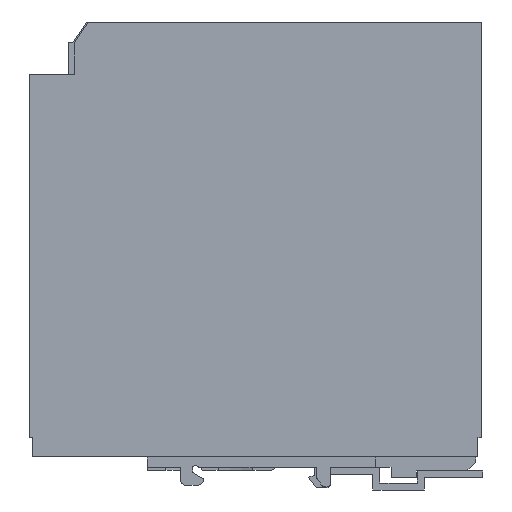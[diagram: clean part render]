
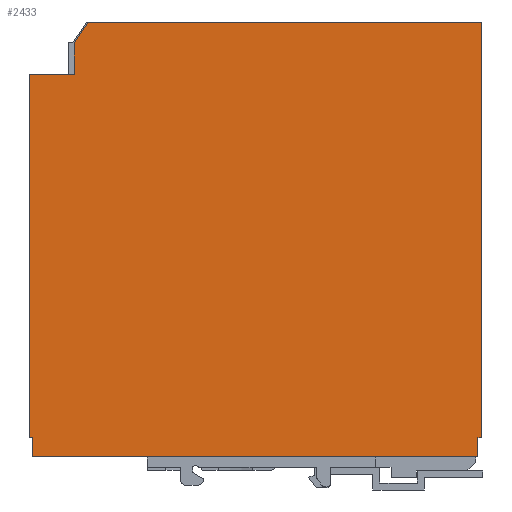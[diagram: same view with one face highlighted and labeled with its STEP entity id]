
A CAD part, left-side view. The second image highlights one B-rep face of the part: STEP entity #2433.
In plain terms, the highlighted planar face has unit normal (-1, 0, 0).
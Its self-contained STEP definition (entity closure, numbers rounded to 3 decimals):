
#2394=AXIS2_PLACEMENT_3D('Plane Axis2P3D',#2391,#2392,#2393) ;
#219=CARTESIAN_POINT('Vertex',(0.,113.467,134.4)) ;
#222=CARTESIAN_POINT('Line Origine',(0.,56.933,134.4)) ;
#226=CARTESIAN_POINT('Vertex',(0.,0.4,134.4)) ;
#328=CARTESIAN_POINT('Vertex',(0.,130.4,119.5)) ;
#331=CARTESIAN_POINT('Line Origine',(0.,123.9,119.5)) ;
#335=CARTESIAN_POINT('Vertex',(0.,117.4,119.5)) ;
#413=CARTESIAN_POINT('Line Origine',(0.,130.4,67.25)) ;
#417=CARTESIAN_POINT('Vertex',(0.,130.4,15.)) ;
#1220=CARTESIAN_POINT('Line Origine',(0.,129.9,15.)) ;
#1224=CARTESIAN_POINT('Vertex',(0.,129.4,15.)) ;
#1383=CARTESIAN_POINT('Vertex',(0.,1.4,15.)) ;
#1439=CARTESIAN_POINT('Vertex',(0.,0.4,15.)) ;
#1442=CARTESIAN_POINT('Line Origine',(0.,0.9,15.)) ;
#1468=CARTESIAN_POINT('Line Origine',(0.,0.4,74.7)) ;
#2374=CARTESIAN_POINT('Vertex',(0.,117.4,128.5)) ;
#2377=CARTESIAN_POINT('Line Origine',(0.,115.433,131.45)) ;
#2391=CARTESIAN_POINT('Axis2P3D Location',(0.,65.4,72.)) ;
#2396=CARTESIAN_POINT('Line Origine',(0.,117.4,124.)) ;
#2401=CARTESIAN_POINT('Line Origine',(0.,129.4,12.25)) ;
#2405=CARTESIAN_POINT('Vertex',(0.,129.4,9.5)) ;
#2408=CARTESIAN_POINT('Line Origine',(0.,65.4,9.5)) ;
#2412=CARTESIAN_POINT('Vertex',(0.,1.4,9.5)) ;
#2415=CARTESIAN_POINT('Line Origine',(0.,1.4,12.25)) ;
#223=DIRECTION('Vector Direction',(0.,1.,0.)) ;
#332=DIRECTION('Vector Direction',(0.,1.,0.)) ;
#414=DIRECTION('Vector Direction',(0.,0.,-1.)) ;
#1221=DIRECTION('Vector Direction',(0.,-1.,0.)) ;
#1443=DIRECTION('Vector Direction',(0.,1.,0.)) ;
#1469=DIRECTION('Vector Direction',(0.,0.,1.)) ;
#2378=DIRECTION('Vector Direction',(0.,0.555,-0.832)) ;
#2392=DIRECTION('Axis2P3D Direction',(-1.,0.,0.)) ;
#2393=DIRECTION('Axis2P3D XDirection',(0.,-1.,0.)) ;
#2397=DIRECTION('Vector Direction',(0.,0.,-1.)) ;
#2402=DIRECTION('Vector Direction',(0.,0.,1.)) ;
#2409=DIRECTION('Vector Direction',(0.,-1.,0.)) ;
#2416=DIRECTION('Vector Direction',(0.,0.,1.)) ;
#224=VECTOR('Line Direction',#223,1.) ;
#333=VECTOR('Line Direction',#332,1.) ;
#415=VECTOR('Line Direction',#414,1.) ;
#1222=VECTOR('Line Direction',#1221,1.) ;
#1444=VECTOR('Line Direction',#1443,1.) ;
#1470=VECTOR('Line Direction',#1469,1.) ;
#2379=VECTOR('Line Direction',#2378,1.) ;
#2398=VECTOR('Line Direction',#2397,1.) ;
#2403=VECTOR('Line Direction',#2402,1.) ;
#2410=VECTOR('Line Direction',#2409,1.) ;
#2417=VECTOR('Line Direction',#2416,1.) ;
#2421=ORIENTED_EDGE('',*,*,#2381,.T.) ;
#2422=ORIENTED_EDGE('',*,*,#2400,.T.) ;
#2423=ORIENTED_EDGE('',*,*,#337,.T.) ;
#2424=ORIENTED_EDGE('',*,*,#419,.T.) ;
#2425=ORIENTED_EDGE('',*,*,#1226,.T.) ;
#2426=ORIENTED_EDGE('',*,*,#2407,.F.) ;
#2427=ORIENTED_EDGE('',*,*,#2414,.T.) ;
#2428=ORIENTED_EDGE('',*,*,#2419,.T.) ;
#2429=ORIENTED_EDGE('',*,*,#1446,.F.) ;
#2430=ORIENTED_EDGE('',*,*,#1472,.T.) ;
#2431=ORIENTED_EDGE('',*,*,#228,.T.) ;
#2433=ADVANCED_FACE('GEHAEUSE',(#2432),#2395,.T.) ;
#228=EDGE_CURVE('',#227,#220,#225,.T.) ;
#337=EDGE_CURVE('',#336,#329,#334,.T.) ;
#419=EDGE_CURVE('',#329,#418,#416,.T.) ;
#1226=EDGE_CURVE('',#418,#1225,#1223,.T.) ;
#1446=EDGE_CURVE('',#1440,#1384,#1445,.T.) ;
#1472=EDGE_CURVE('',#1440,#227,#1471,.T.) ;
#2381=EDGE_CURVE('',#220,#2375,#2380,.T.) ;
#2400=EDGE_CURVE('',#2375,#336,#2399,.T.) ;
#2407=EDGE_CURVE('',#2406,#1225,#2404,.T.) ;
#2414=EDGE_CURVE('',#2406,#2413,#2411,.T.) ;
#2419=EDGE_CURVE('',#2413,#1384,#2418,.T.) ;
#2420=EDGE_LOOP('',(#2421,#2422,#2423,#2424,#2425,#2426,#2427,#2428,#2429,#2430,#2431)) ;
#2432=FACE_OUTER_BOUND('',#2420,.T.) ;
#225=LINE('Line',#222,#224) ;
#334=LINE('Line',#331,#333) ;
#416=LINE('Line',#413,#415) ;
#1223=LINE('Line',#1220,#1222) ;
#1445=LINE('Line',#1442,#1444) ;
#1471=LINE('Line',#1468,#1470) ;
#2380=LINE('Line',#2377,#2379) ;
#2399=LINE('Line',#2396,#2398) ;
#2404=LINE('Line',#2401,#2403) ;
#2411=LINE('Line',#2408,#2410) ;
#2418=LINE('Line',#2415,#2417) ;
#2395=PLANE('',#2394) ;
#220=VERTEX_POINT('',#219) ;
#227=VERTEX_POINT('',#226) ;
#329=VERTEX_POINT('',#328) ;
#336=VERTEX_POINT('',#335) ;
#418=VERTEX_POINT('',#417) ;
#1225=VERTEX_POINT('',#1224) ;
#1384=VERTEX_POINT('',#1383) ;
#1440=VERTEX_POINT('',#1439) ;
#2375=VERTEX_POINT('',#2374) ;
#2406=VERTEX_POINT('',#2405) ;
#2413=VERTEX_POINT('',#2412) ;
